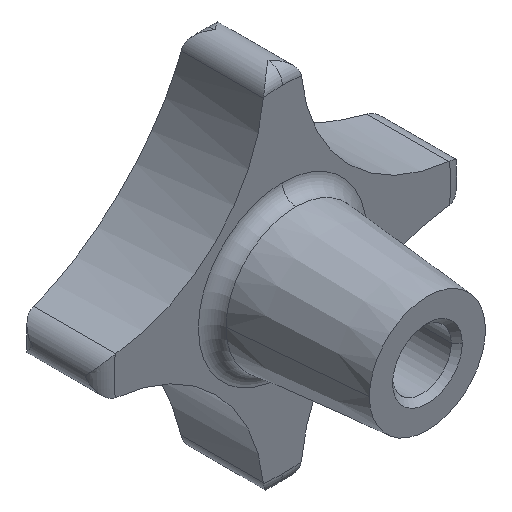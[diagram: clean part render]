
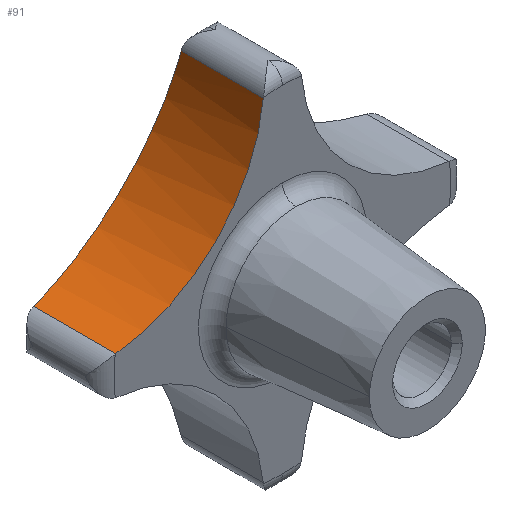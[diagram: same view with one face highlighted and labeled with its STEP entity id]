
A CAD part, isometric view. The second image highlights one B-rep face of the part: STEP entity #91.
In plain terms, the highlighted cylindrical face has radius 28.35 mm (diameter 56.7 mm), a partial arc.
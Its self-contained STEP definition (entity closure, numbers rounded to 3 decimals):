
#91 = ADVANCED_FACE( '', ( #141 ), #142, .F. );
#141 = FACE_OUTER_BOUND( '', #209, .T. );
#142 = CYLINDRICAL_SURFACE( '', #210, 28.35 );
#209 = EDGE_LOOP( '', ( #365, #366, #367, #368 ) );
#210 = AXIS2_PLACEMENT_3D( '', #369, #370, #371 );
#365 = ORIENTED_EDGE( '', *, *, #581, .F. );
#366 = ORIENTED_EDGE( '', *, *, #580, .F. );
#367 = ORIENTED_EDGE( '', *, *, #582, .F. );
#368 = ORIENTED_EDGE( '', *, *, #583, .T. );
#369 = CARTESIAN_POINT( '', ( -31.5, 0., 31.5 ) );
#370 = DIRECTION( '', ( 0., -1., 0. ) );
#371 = DIRECTION( '', ( 0.099, 0., -0.995 ) );
#580 = EDGE_CURVE( '', #718, #702, #720, .T. );
#581 = EDGE_CURVE( '', #702, #721, #722, .T. );
#582 = EDGE_CURVE( '', #723, #718, #724, .T. );
#583 = EDGE_CURVE( '', #723, #721, #725, .T. );
#702 = VERTEX_POINT( '', #1027 );
#718 = VERTEX_POINT( '', #1102 );
#720 = LINE( '', #1104, #1105 );
#721 = VERTEX_POINT( '', #1106 );
#722 = B_SPLINE_CURVE_WITH_KNOTS( '', 3, ( #1107, #1108, #1109, #1110, #1111, #1112, #1113, #1114, #1115, #1116, #1117, #1118, #1119, #1120, #1121, #1122, #1123, #1124, #1125, #1126, #1127, #1128, #1129, #1130, #1131, #1132, #1133, #1134, #1135, #1136 ), .UNSPECIFIED., .F., .F., ( 4, 2, 2, 2, 2, 2, 2, 2, 2, 2, 2, 2, 2, 2, 4 ), ( 0., 2.683, 5.367, 8.05, 10.733, 13.417, 16.1, 18.783, 21.466, 24.176, 26.886, 29.596, 32.306, 35.016, 37.539 ), .UNSPECIFIED. );
#723 = VERTEX_POINT( '', #1137 );
#724 = CIRCLE( '', #1138, 28.35 );
#725 = LINE( '', #1139, #1140 );
#1027 = CARTESIAN_POINT( '', ( -28.689, 39.148, 3.29 ) );
#1102 = CARTESIAN_POINT( '', ( -28.689, 25., 3.29 ) );
#1104 = CARTESIAN_POINT( '', ( -28.689, 0., 3.29 ) );
#1105 = VECTOR( '', #1367, 1. );
#1106 = CARTESIAN_POINT( '', ( -3.29, 39.148, 28.689 ) );
#1107 = CARTESIAN_POINT( '', ( -28.689, 39.148, 3.29 ) );
#1108 = CARTESIAN_POINT( '', ( -27.815, 39.319, 3.377 ) );
#1109 = CARTESIAN_POINT( '', ( -26.929, 39.484, 3.506 ) );
#1110 = CARTESIAN_POINT( '', ( -25.148, 39.794, 3.856 ) );
#1111 = CARTESIAN_POINT( '', ( -24.255, 39.94, 4.076 ) );
#1112 = CARTESIAN_POINT( '', ( -22.479, 40.209, 4.608 ) );
#1113 = CARTESIAN_POINT( '', ( -21.596, 40.332, 4.92 ) );
#1114 = CARTESIAN_POINT( '', ( -19.858, 40.553, 5.633 ) );
#1115 = CARTESIAN_POINT( '', ( -19.004, 40.65, 6.035 ) );
#1116 = CARTESIAN_POINT( '', ( -17.337, 40.818, 6.923 ) );
#1117 = CARTESIAN_POINT( '', ( -16.525, 40.888, 7.409 ) );
#1118 = CARTESIAN_POINT( '', ( -14.957, 41., 8.458 ) );
#1119 = CARTESIAN_POINT( '', ( -14.201, 41.041, 9.02 ) );
#1120 = CARTESIAN_POINT( '', ( -12.758, 41.096, 10.209 ) );
#1121 = CARTESIAN_POINT( '', ( -12.07, 41.109, 10.835 ) );
#1122 = CARTESIAN_POINT( '', ( -10.772, 41.108, 12.137 ) );
#1123 = CARTESIAN_POINT( '', ( -10.162, 41.094, 12.812 ) );
#1124 = CARTESIAN_POINT( '', ( -9.022, 41.041, 14.201 ) );
#1125 = CARTESIAN_POINT( '', ( -8.473, 41.001, 14.937 ) );
#1126 = CARTESIAN_POINT( '', ( -7.441, 40.892, 16.475 ) );
#1127 = CARTESIAN_POINT( '', ( -6.957, 40.823, 17.278 ) );
#1128 = CARTESIAN_POINT( '', ( -6.068, 40.658, 18.937 ) );
#1129 = CARTESIAN_POINT( '', ( -5.663, 40.561, 19.793 ) );
#1130 = CARTESIAN_POINT( '', ( -4.938, 40.339, 21.545 ) );
#1131 = CARTESIAN_POINT( '', ( -4.62, 40.214, 22.441 ) );
#1132 = CARTESIAN_POINT( '', ( -4.075, 39.94, 24.256 ) );
#1133 = CARTESIAN_POINT( '', ( -3.848, 39.789, 25.176 ) );
#1134 = CARTESIAN_POINT( '', ( -3.502, 39.477, 26.962 ) );
#1135 = CARTESIAN_POINT( '', ( -3.376, 39.317, 27.827 ) );
#1136 = CARTESIAN_POINT( '', ( -3.29, 39.148, 28.689 ) );
#1137 = CARTESIAN_POINT( '', ( -3.29, 25., 28.689 ) );
#1138 = AXIS2_PLACEMENT_3D( '', #1368, #1369, #1370 );
#1139 = CARTESIAN_POINT( '', ( -3.29, 0., 28.689 ) );
#1140 = VECTOR( '', #1371, 1. );
#1367 = DIRECTION( '', ( 0., 1., 0. ) );
#1368 = CARTESIAN_POINT( '', ( -31.5, 25., 31.5 ) );
#1369 = DIRECTION( '', ( 0., 1., 0. ) );
#1370 = DIRECTION( '', ( 0.099, 0., -0.995 ) );
#1371 = DIRECTION( '', ( 0., 1., 0. ) );
